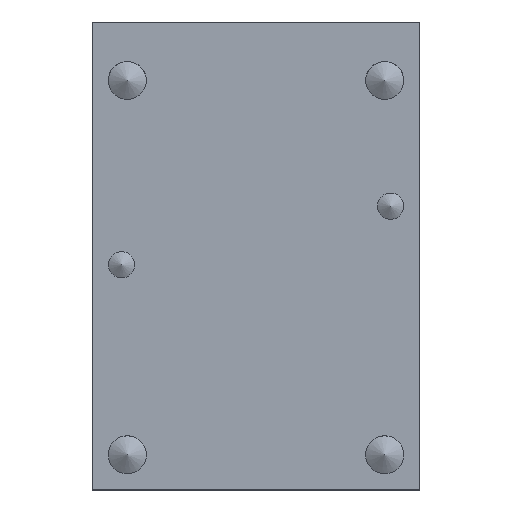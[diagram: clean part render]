
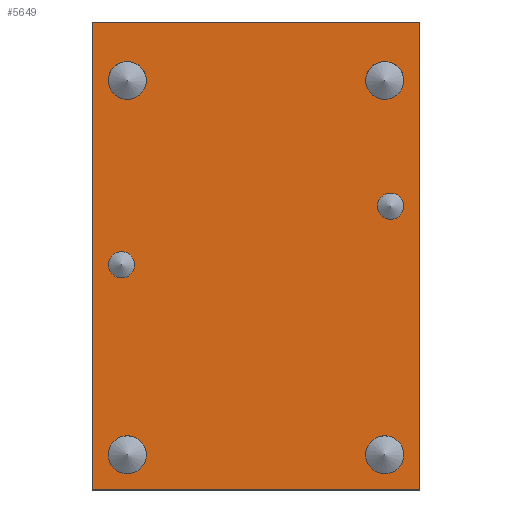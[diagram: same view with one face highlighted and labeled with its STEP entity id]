
A CAD part, top view. The second image highlights one B-rep face of the part: STEP entity #5649.
In plain terms, the highlighted planar face has unit normal (0, 0, 1).
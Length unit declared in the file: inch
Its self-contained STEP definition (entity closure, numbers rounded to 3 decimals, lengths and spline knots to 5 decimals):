
#29=CIRCLE('',#5901,0.203);
#30=CIRCLE('',#5902,0.203);
#33=CIRCLE('',#5907,0.203);
#34=CIRCLE('',#5908,0.203);
#37=CIRCLE('',#5913,0.203);
#38=CIRCLE('',#5914,0.203);
#41=CIRCLE('',#5919,0.203);
#42=CIRCLE('',#5920,0.203);
#45=CIRCLE('',#5925,0.1405);
#46=CIRCLE('',#5926,0.1405);
#49=CIRCLE('',#5931,0.1405);
#50=CIRCLE('',#5932,0.1405);
#124=FACE_BOUND('',#800,.T.);
#125=FACE_BOUND('',#801,.T.);
#126=FACE_BOUND('',#802,.T.);
#127=FACE_BOUND('',#803,.T.);
#128=FACE_BOUND('',#804,.T.);
#129=FACE_BOUND('',#805,.T.);
#473=FACE_OUTER_BOUND('',#799,.T.);
#799=EDGE_LOOP('',(#5036,#5037,#5038,#5039));
#800=EDGE_LOOP('',(#5040,#5041));
#801=EDGE_LOOP('',(#5042,#5043));
#802=EDGE_LOOP('',(#5044,#5045));
#803=EDGE_LOOP('',(#5046,#5047));
#804=EDGE_LOOP('',(#5048,#5049));
#805=EDGE_LOOP('',(#5050,#5051));
#1435=LINE('',#9608,#2063);
#1451=LINE('',#9696,#2079);
#1452=LINE('',#9698,#2080);
#1453=LINE('',#9699,#2081);
#2063=VECTOR('',#6972,3.5);
#2079=VECTOR('',#7066,5.);
#2080=VECTOR('',#7067,5.);
#2081=VECTOR('',#7068,3.5);
#2697=VERTEX_POINT('',#9606);
#2698=VERTEX_POINT('',#9607);
#2701=VERTEX_POINT('',#9617);
#2702=VERTEX_POINT('',#9618);
#2706=VERTEX_POINT('',#9630);
#2707=VERTEX_POINT('',#9631);
#2711=VERTEX_POINT('',#9643);
#2712=VERTEX_POINT('',#9644);
#2716=VERTEX_POINT('',#9656);
#2717=VERTEX_POINT('',#9657);
#2721=VERTEX_POINT('',#9669);
#2722=VERTEX_POINT('',#9670);
#2726=VERTEX_POINT('',#9682);
#2727=VERTEX_POINT('',#9683);
#2731=VERTEX_POINT('',#9695);
#2732=VERTEX_POINT('',#9697);
#3473=EDGE_CURVE('',#2697,#2698,#1435,.T.);
#3477=EDGE_CURVE('',#2701,#2702,#29,.T.);
#3478=EDGE_CURVE('',#2702,#2701,#30,.T.);
#3483=EDGE_CURVE('',#2706,#2707,#33,.T.);
#3484=EDGE_CURVE('',#2707,#2706,#34,.T.);
#3489=EDGE_CURVE('',#2711,#2712,#37,.T.);
#3490=EDGE_CURVE('',#2712,#2711,#38,.T.);
#3495=EDGE_CURVE('',#2716,#2717,#41,.T.);
#3496=EDGE_CURVE('',#2717,#2716,#42,.T.);
#3501=EDGE_CURVE('',#2721,#2722,#45,.T.);
#3502=EDGE_CURVE('',#2722,#2721,#46,.T.);
#3507=EDGE_CURVE('',#2726,#2727,#49,.T.);
#3508=EDGE_CURVE('',#2727,#2726,#50,.T.);
#3513=EDGE_CURVE('',#2698,#2731,#1451,.T.);
#3514=EDGE_CURVE('',#2732,#2697,#1452,.T.);
#3515=EDGE_CURVE('',#2731,#2732,#1453,.T.);
#5036=ORIENTED_EDGE('',*,*,#3513,.F.);
#5037=ORIENTED_EDGE('',*,*,#3473,.F.);
#5038=ORIENTED_EDGE('',*,*,#3514,.F.);
#5039=ORIENTED_EDGE('',*,*,#3515,.F.);
#5040=ORIENTED_EDGE('',*,*,#3477,.T.);
#5041=ORIENTED_EDGE('',*,*,#3478,.T.);
#5042=ORIENTED_EDGE('',*,*,#3483,.T.);
#5043=ORIENTED_EDGE('',*,*,#3484,.T.);
#5044=ORIENTED_EDGE('',*,*,#3489,.T.);
#5045=ORIENTED_EDGE('',*,*,#3490,.T.);
#5046=ORIENTED_EDGE('',*,*,#3495,.T.);
#5047=ORIENTED_EDGE('',*,*,#3496,.T.);
#5048=ORIENTED_EDGE('',*,*,#3501,.T.);
#5049=ORIENTED_EDGE('',*,*,#3502,.T.);
#5050=ORIENTED_EDGE('',*,*,#3507,.T.);
#5051=ORIENTED_EDGE('',*,*,#3508,.T.);
#5368=PLANE('',#5936);
#5649=ADVANCED_FACE('',(#473,#124,#125,#126,#127,#128,#129),#5368,.F.);
#5901=AXIS2_PLACEMENT_3D('',#9619,#6982,#6983);
#5902=AXIS2_PLACEMENT_3D('',#9620,#6984,#6985);
#5907=AXIS2_PLACEMENT_3D('',#9632,#6996,#6997);
#5908=AXIS2_PLACEMENT_3D('',#9633,#6998,#6999);
#5913=AXIS2_PLACEMENT_3D('',#9645,#7010,#7011);
#5914=AXIS2_PLACEMENT_3D('',#9646,#7012,#7013);
#5919=AXIS2_PLACEMENT_3D('',#9658,#7024,#7025);
#5920=AXIS2_PLACEMENT_3D('',#9659,#7026,#7027);
#5925=AXIS2_PLACEMENT_3D('',#9671,#7038,#7039);
#5926=AXIS2_PLACEMENT_3D('',#9672,#7040,#7041);
#5931=AXIS2_PLACEMENT_3D('',#9684,#7052,#7053);
#5932=AXIS2_PLACEMENT_3D('',#9685,#7054,#7055);
#5936=AXIS2_PLACEMENT_3D('',#9694,#7064,#7065);
#6972=DIRECTION('',(-1.,0.,0.));
#6982=DIRECTION('center_axis',(0.,0.,-1.));
#6983=DIRECTION('ref_axis',(1.,0.,0.));
#6984=DIRECTION('center_axis',(0.,0.,-1.));
#6985=DIRECTION('ref_axis',(1.,0.,0.));
#6996=DIRECTION('center_axis',(0.,0.,-1.));
#6997=DIRECTION('ref_axis',(1.,0.,0.));
#6998=DIRECTION('center_axis',(0.,0.,-1.));
#6999=DIRECTION('ref_axis',(1.,0.,0.));
#7010=DIRECTION('center_axis',(0.,0.,-1.));
#7011=DIRECTION('ref_axis',(1.,0.,0.));
#7012=DIRECTION('center_axis',(0.,0.,-1.));
#7013=DIRECTION('ref_axis',(1.,0.,0.));
#7024=DIRECTION('center_axis',(0.,0.,-1.));
#7025=DIRECTION('ref_axis',(1.,0.,0.));
#7026=DIRECTION('center_axis',(0.,0.,-1.));
#7027=DIRECTION('ref_axis',(1.,0.,0.));
#7038=DIRECTION('center_axis',(0.,0.,-1.));
#7039=DIRECTION('ref_axis',(1.,0.,0.));
#7040=DIRECTION('center_axis',(0.,0.,-1.));
#7041=DIRECTION('ref_axis',(1.,0.,0.));
#7052=DIRECTION('center_axis',(0.,0.,-1.));
#7053=DIRECTION('ref_axis',(1.,0.,0.));
#7054=DIRECTION('center_axis',(0.,0.,-1.));
#7055=DIRECTION('ref_axis',(1.,0.,0.));
#7064=DIRECTION('center_axis',(0.,0.,-1.));
#7065=DIRECTION('ref_axis',(-1.,0.,0.));
#7066=DIRECTION('',(0.,1.,0.));
#7067=DIRECTION('',(0.,-1.,0.));
#7068=DIRECTION('',(1.,0.,0.));
#9606=CARTESIAN_POINT('',(3.5,0.,1.));
#9607=CARTESIAN_POINT('',(0.,0.,1.));
#9608=CARTESIAN_POINT('',(3.5,0.,1.));
#9617=CARTESIAN_POINT('',(0.578,4.375,1.));
#9618=CARTESIAN_POINT('',(0.172,4.375,1.));
#9619=CARTESIAN_POINT('Origin',(0.375,4.375,1.));
#9620=CARTESIAN_POINT('Origin',(0.375,4.375,1.));
#9630=CARTESIAN_POINT('',(3.328,4.375,1.));
#9631=CARTESIAN_POINT('',(2.922,4.375,1.));
#9632=CARTESIAN_POINT('Origin',(3.125,4.375,1.));
#9633=CARTESIAN_POINT('Origin',(3.125,4.375,1.));
#9643=CARTESIAN_POINT('',(3.328,0.375,1.));
#9644=CARTESIAN_POINT('',(2.922,0.375,1.));
#9645=CARTESIAN_POINT('Origin',(3.125,0.375,1.));
#9646=CARTESIAN_POINT('Origin',(3.125,0.375,1.));
#9656=CARTESIAN_POINT('',(0.578,0.375,1.));
#9657=CARTESIAN_POINT('',(0.172,0.375,1.));
#9658=CARTESIAN_POINT('Origin',(0.375,0.375,1.));
#9659=CARTESIAN_POINT('Origin',(0.375,0.375,1.));
#9669=CARTESIAN_POINT('',(0.4535,2.406,1.));
#9670=CARTESIAN_POINT('',(0.1725,2.406,1.));
#9671=CARTESIAN_POINT('Origin',(0.313,2.406,1.));
#9672=CARTESIAN_POINT('Origin',(0.313,2.406,1.));
#9682=CARTESIAN_POINT('',(3.3285,3.031,1.));
#9683=CARTESIAN_POINT('',(3.0475,3.031,1.));
#9684=CARTESIAN_POINT('Origin',(3.188,3.031,1.));
#9685=CARTESIAN_POINT('Origin',(3.188,3.031,1.));
#9694=CARTESIAN_POINT('Origin',(0.,5.,1.));
#9695=CARTESIAN_POINT('',(0.,5.,1.));
#9696=CARTESIAN_POINT('',(0.,0.,1.));
#9697=CARTESIAN_POINT('',(3.5,5.,1.));
#9698=CARTESIAN_POINT('',(3.5,5.,1.));
#9699=CARTESIAN_POINT('',(0.,5.,1.));
